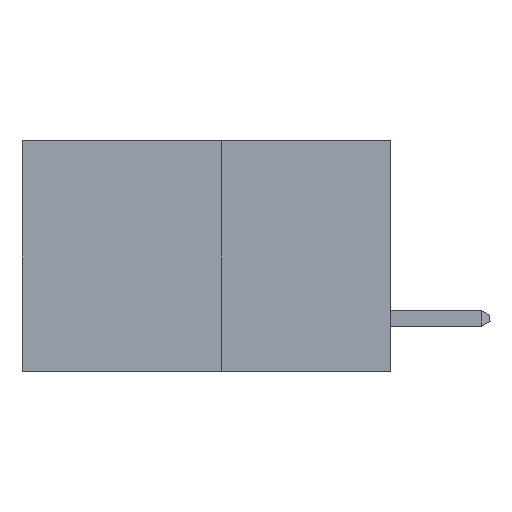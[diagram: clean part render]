
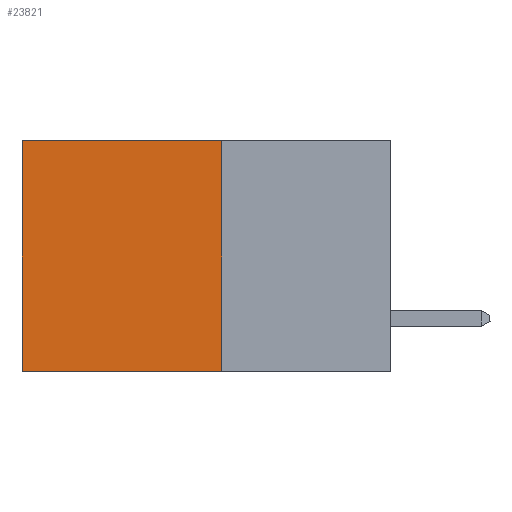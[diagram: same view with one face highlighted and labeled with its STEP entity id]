
A CAD part, left-side view. The second image highlights one B-rep face of the part: STEP entity #23821.
In plain terms, the highlighted planar face has unit normal (-1, 0, 0).
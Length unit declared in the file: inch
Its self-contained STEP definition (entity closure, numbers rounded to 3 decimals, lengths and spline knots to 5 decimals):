
#560 = ORIENTED_EDGE ( 'NONE', *, *, #15886, .F. ) ;
#1306 = VECTOR ( 'NONE', #28426, 39.37008 ) ;
#4023 = CARTESIAN_POINT ( 'NONE',  ( 0.277, 0.27, -0.37 ) ) ;
#6563 = VERTEX_POINT ( 'NONE', #4023 ) ;
#7782 = CARTESIAN_POINT ( 'NONE',  ( 0.277, 0.27, 0. ) ) ;
#7984 = EDGE_CURVE ( 'NONE', #28551, #26896, #13472, .T. ) ;
#8536 = FACE_OUTER_BOUND ( 'NONE', #10954, .T. ) ;
#8570 = PLANE ( 'NONE',  #24563 ) ;
#8986 = CARTESIAN_POINT ( 'NONE',  ( 0.277, 0.59, -0.37 ) ) ;
#10629 = DIRECTION ( 'NONE',  ( 0., 1., 0. ) ) ;
#10954 = EDGE_LOOP ( 'NONE', ( #28406, #15255, #560, #28920 ) ) ;
#11993 = EDGE_CURVE ( 'NONE', #6563, #26896, #15967, .T. ) ;
#13232 = DIRECTION ( 'NONE',  ( 1., 0., 0. ) ) ;
#13472 = LINE ( 'NONE', #24968, #18927 ) ;
#13982 = DIRECTION ( 'NONE',  ( 0., 0., -1. ) ) ;
#14593 = VERTEX_POINT ( 'NONE', #27691 ) ;
#15255 = ORIENTED_EDGE ( 'NONE', *, *, #11993, .F. ) ;
#15886 = EDGE_CURVE ( 'NONE', #14593, #6563, #16116, .T. ) ;
#15967 = LINE ( 'NONE', #29060, #26703 ) ;
#16116 = LINE ( 'NONE', #20883, #21511 ) ;
#17848 = CARTESIAN_POINT ( 'NONE',  ( 0.277, 0.59, 0. ) ) ;
#18927 = VECTOR ( 'NONE', #20301, 39.37008 ) ;
#20301 = DIRECTION ( 'NONE',  ( 0., 0., -1. ) ) ;
#20883 = CARTESIAN_POINT ( 'NONE',  ( 0.277, 0.27, -0.37 ) ) ;
#21511 = VECTOR ( 'NONE', #13982, 39.37008 ) ;
#23610 = EDGE_CURVE ( 'NONE', #14593, #28551, #25875, .T. ) ;
#23821 = ADVANCED_FACE ( 'NONE', ( #8536 ), #8570, .F. ) ;
#24563 = AXIS2_PLACEMENT_3D ( 'NONE', #24726, #13232, #29305 ) ;
#24726 = CARTESIAN_POINT ( 'NONE',  ( 0.277, 0.27, -0.37 ) ) ;
#24968 = CARTESIAN_POINT ( 'NONE',  ( 0.277, 0.59, -0.37 ) ) ;
#25875 = LINE ( 'NONE', #7782, #1306 ) ;
#26703 = VECTOR ( 'NONE', #10629, 39.37008 ) ;
#26896 = VERTEX_POINT ( 'NONE', #8986 ) ;
#27691 = CARTESIAN_POINT ( 'NONE',  ( 0.277, 0.27, 0. ) ) ;
#28406 = ORIENTED_EDGE ( 'NONE', *, *, #7984, .T. ) ;
#28426 = DIRECTION ( 'NONE',  ( 0., 1., 0. ) ) ;
#28551 = VERTEX_POINT ( 'NONE', #17848 ) ;
#28920 = ORIENTED_EDGE ( 'NONE', *, *, #23610, .T. ) ;
#29060 = CARTESIAN_POINT ( 'NONE',  ( 0.277, 0.27, -0.37 ) ) ;
#29305 = DIRECTION ( 'NONE',  ( 0., 0., -1. ) ) ;
